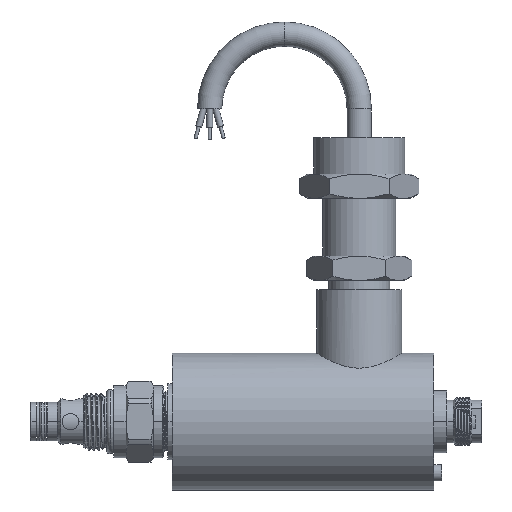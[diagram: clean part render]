
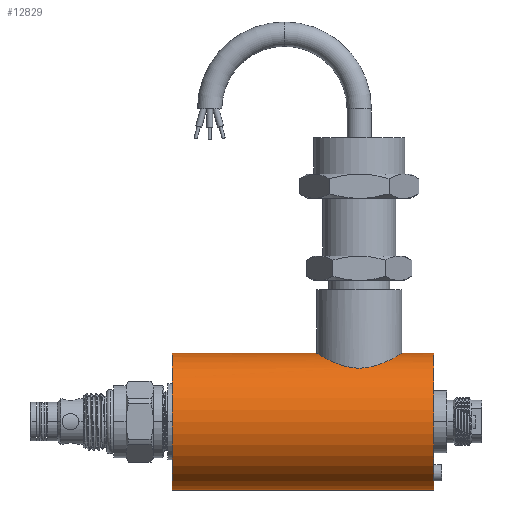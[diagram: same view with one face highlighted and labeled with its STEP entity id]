
A CAD part, front view. The second image highlights one B-rep face of the part: STEP entity #12829.
In plain terms, the highlighted cylindrical face has radius 22.5 mm (diameter 45 mm), a partial arc.
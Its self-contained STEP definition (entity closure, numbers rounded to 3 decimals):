
#154 = CARTESIAN_POINT ( 'NONE',  ( 15.5, 0., 22.5 ) ) ;
#367 = DIRECTION ( 'NONE',  ( 1., 0., 0. ) ) ;
#673 = VECTOR ( 'NONE', #12367, 1000. ) ;
#893 = CARTESIAN_POINT ( 'NONE',  ( 67.434, -10.232, 20.042 ) ) ;
#983 = CARTESIAN_POINT ( 'NONE',  ( 72.41, -13.258, 18.184 ) ) ;
#1023 = CARTESIAN_POINT ( 'NONE',  ( 63., -0.475, 22.5 ) ) ;
#1046 = CARTESIAN_POINT ( 'NONE',  ( 15.5, 0., 0. ) ) ;
#1271 = EDGE_CURVE ( 'NONE', #3767, #2558, #13090, .T. ) ;
#1866 = CARTESIAN_POINT ( 'NONE',  ( 70.734, -12.528, 18.691 ) ) ;
#1913 = CARTESIAN_POINT ( 'NONE',  ( 65.161, -7.487, 21.222 ) ) ;
#1965 = CARTESIAN_POINT ( 'NONE',  ( 86.564, -10.233, 20.041 ) ) ;
#1977 = AXIS2_PLACEMENT_3D ( 'NONE', #9642, #367, #8502 ) ;
#2009 = CARTESIAN_POINT ( 'NONE',  ( 88.083, -8.602, 20.806 ) ) ;
#2051 = CARTESIAN_POINT ( 'NONE',  ( 89.715, -5.877, 21.723 ) ) ;
#2149 = CARTESIAN_POINT ( 'NONE',  ( 91., 0., 22.5 ) ) ;
#2558 = VERTEX_POINT ( 'NONE', #8065 ) ;
#2589 = VERTEX_POINT ( 'NONE', #2149 ) ;
#2893 = CARTESIAN_POINT ( 'NONE',  ( 91., -0.944, 22.5 ) ) ;
#2943 = CARTESIAN_POINT ( 'NONE',  ( 90.905, -1.876, 22.441 ) ) ;
#2980 = DIRECTION ( 'NONE',  ( 1., 0., 0. ) ) ;
#2984 = CARTESIAN_POINT ( 'NONE',  ( 83.293, -12.54, 18.687 ) ) ;
#3028 = CARTESIAN_POINT ( 'NONE',  ( 63.751, -4.617, 22.038 ) ) ;
#3332 = EDGE_CURVE ( 'NONE', #2589, #4196, #4272, .T. ) ;
#3424 = CARTESIAN_POINT ( 'NONE',  ( 15.5, 0., -22.5 ) ) ;
#3767 = VERTEX_POINT ( 'NONE', #3424 ) ;
#3789 = CARTESIAN_POINT ( 'NONE',  ( 15.5, 0., 0. ) ) ;
#3877 = CARTESIAN_POINT ( 'NONE',  ( 90.231, -4.6, 22.029 ) ) ;
#3917 = CARTESIAN_POINT ( 'NONE',  ( 68.458, -11.101, 19.573 ) ) ;
#3961 = CARTESIAN_POINT ( 'NONE',  ( 63.194, -2.367, 22.38 ) ) ;
#4006 = CARTESIAN_POINT ( 'NONE',  ( 63.121, -1.898, 22.425 ) ) ;
#4034 = DIRECTION ( 'NONE',  ( 0., 0., 1. ) ) ;
#4196 = VERTEX_POINT ( 'NONE', #7311 ) ;
#4272 = B_SPLINE_CURVE_WITH_KNOTS ( 'NONE', 3,
 ( #5035, #2893, #2943, #10185, #10006, #3877, #6072, #2051, #12242, #8097, #4947, #2009, #12110, #1965, #5987, #11042, #4903, #12205, #2984, #6115, #10143, #13080, #13133, #5939, #6961, #13183, #13261, #13220, #7139, #7998, #11217, #7006, #983, #7100, #1866, #11130, #9028, #10051, #3917, #9159, #893, #6027, #8050, #1913, #9065, #7052, #10100, #3028, #5078, #3961, #4006, #9113, #1023, #8184 ),
 .UNSPECIFIED., .F., .F.,
 ( 4, 2, 2, 2, 2, 2, 2, 2, 2, 2, 2, 2, 2, 2, 2, 2, 2, 2, 2, 2, 2, 2, 2, 2, 2, 2, 4 ),
 ( 0.045, 0.048, 0.049, 0.051, 0.052, 0.053, 0.056, 0.058, 0.059, 0.062, 0.063, 0.065, 0.066, 0.067, 0.069, 0.07, 0.073, 0.075, 0.076, 0.077, 0.079, 0.082, 0.083, 0.084, 0.087, 0.089, 0.09 ),
 .UNSPECIFIED. ) ;
#4335 = ORIENTED_EDGE ( 'NONE', *, *, #10724, .F. ) ;
#4890 = EDGE_LOOP ( 'NONE', ( #7787, #5542, #9880, #4335, #7045, #5625 ) ) ;
#4903 = CARTESIAN_POINT ( 'NONE',  ( 85.185, -11.367, 19.42 ) ) ;
#4947 = CARTESIAN_POINT ( 'NONE',  ( 88.842, -7.482, 21.223 ) ) ;
#5021 = DIRECTION ( 'NONE',  ( 1., 0., 0. ) ) ;
#5035 = CARTESIAN_POINT ( 'NONE',  ( 91., 0., 22.5 ) ) ;
#5038 = VECTOR ( 'NONE', #12483, 1000. ) ;
#5078 = CARTESIAN_POINT ( 'NONE',  ( 63.476, -3.739, 22.206 ) ) ;
#5104 = CYLINDRICAL_SURFACE ( 'NONE', #10317, 22.5 ) ;
#5542 = ORIENTED_EDGE ( 'NONE', *, *, #1271, .T. ) ;
#5625 = ORIENTED_EDGE ( 'NONE', *, *, #6177, .F. ) ;
#5939 = CARTESIAN_POINT ( 'NONE',  ( 79.357, -13.808, 17.765 ) ) ;
#5987 = CARTESIAN_POINT ( 'NONE',  ( 86.231, -10.535, 19.884 ) ) ;
#6002 = AXIS2_PLACEMENT_3D ( 'NONE', #3789, #6833, #8860 ) ;
#6012 = CARTESIAN_POINT ( 'NONE',  ( 101.5, 0., 22.5 ) ) ;
#6027 = CARTESIAN_POINT ( 'NONE',  ( 66.485, -9.286, 20.506 ) ) ;
#6072 = CARTESIAN_POINT ( 'NONE',  ( 90.072, -5.033, 21.934 ) ) ;
#6115 = CARTESIAN_POINT ( 'NONE',  ( 82.026, -13.075, 18.313 ) ) ;
#6151 = CARTESIAN_POINT ( 'NONE',  ( 15.5, 0., -22.5 ) ) ;
#6177 = EDGE_CURVE ( 'NONE', #11653, #4196, #7757, .T. ) ;
#6588 = CIRCLE ( 'NONE', #6002, 22.5 ) ;
#6711 = FACE_OUTER_BOUND ( 'NONE', #4890, .T. ) ;
#6833 = DIRECTION ( 'NONE',  ( -1., 0., 0. ) ) ;
#6961 = CARTESIAN_POINT ( 'NONE',  ( 78.892, -13.88, 17.709 ) ) ;
#7006 = CARTESIAN_POINT ( 'NONE',  ( 73.288, -13.532, 17.978 ) ) ;
#7045 = ORIENTED_EDGE ( 'NONE', *, *, #3332, .T. ) ;
#7052 = CARTESIAN_POINT ( 'NONE',  ( 64.487, -6.295, 21.606 ) ) ;
#7100 = CARTESIAN_POINT ( 'NONE',  ( 71.147, -12.726, 18.556 ) ) ;
#7139 = CARTESIAN_POINT ( 'NONE',  ( 76.069, -13.977, 17.632 ) ) ;
#7311 = CARTESIAN_POINT ( 'NONE',  ( 63., 0., 22.5 ) ) ;
#7757 = LINE ( 'NONE', #154, #5038 ) ;
#7787 = ORIENTED_EDGE ( 'NONE', *, *, #10101, .F. ) ;
#7984 = VECTOR ( 'NONE', #2980, 1000. ) ;
#7998 = CARTESIAN_POINT ( 'NONE',  ( 75.136, -13.883, 17.706 ) ) ;
#8050 = CARTESIAN_POINT ( 'NONE',  ( 65.918, -8.602, 20.806 ) ) ;
#8065 = CARTESIAN_POINT ( 'NONE',  ( 101.5, 0., -22.5 ) ) ;
#8097 = CARTESIAN_POINT ( 'NONE',  ( 89.08, -7.091, 21.358 ) ) ;
#8184 = CARTESIAN_POINT ( 'NONE',  ( 63., 0., 22.5 ) ) ;
#8502 = DIRECTION ( 'NONE',  ( 0., 0., 1. ) ) ;
#8860 = DIRECTION ( 'NONE',  ( 0., 0., -1. ) ) ;
#9028 = CARTESIAN_POINT ( 'NONE',  ( 69.557, -11.866, 19.119 ) ) ;
#9065 = CARTESIAN_POINT ( 'NONE',  ( 64.925, -7.1, 21.354 ) ) ;
#9113 = CARTESIAN_POINT ( 'NONE',  ( 63.024, -0.952, 22.485 ) ) ;
#9159 = CARTESIAN_POINT ( 'NONE',  ( 67.768, -10.534, 19.884 ) ) ;
#9189 = EDGE_CURVE ( 'NONE', #12925, #2558, #10764, .T. ) ;
#9642 = CARTESIAN_POINT ( 'NONE',  ( 101.5, 0., 0. ) ) ;
#9880 = ORIENTED_EDGE ( 'NONE', *, *, #9189, .F. ) ;
#10006 = CARTESIAN_POINT ( 'NONE',  ( 90.507, -3.712, 22.196 ) ) ;
#10051 = CARTESIAN_POINT ( 'NONE',  ( 68.816, -11.367, 19.419 ) ) ;
#10100 = CARTESIAN_POINT ( 'NONE',  ( 64.287, -5.881, 21.722 ) ) ;
#10101 = EDGE_CURVE ( 'NONE', #3767, #11653, #6588, .T. ) ;
#10143 = CARTESIAN_POINT ( 'NONE',  ( 81.593, -13.233, 18.198 ) ) ;
#10185 = CARTESIAN_POINT ( 'NONE',  ( 90.625, -3.254, 22.268 ) ) ;
#10317 = AXIS2_PLACEMENT_3D ( 'NONE', #1046, #5021, #4034 ) ;
#10443 = CARTESIAN_POINT ( 'NONE',  ( 15.5, 0., 22.5 ) ) ;
#10724 = EDGE_CURVE ( 'NONE', #2589, #12925, #11703, .T. ) ;
#10764 = CIRCLE ( 'NONE', #1977, 22.5 ) ;
#11042 = CARTESIAN_POINT ( 'NONE',  ( 85.541, -11.101, 19.573 ) ) ;
#11130 = CARTESIAN_POINT ( 'NONE',  ( 69.94, -12.098, 18.972 ) ) ;
#11217 = CARTESIAN_POINT ( 'NONE',  ( 74.669, -13.813, 17.762 ) ) ;
#11653 = VERTEX_POINT ( 'NONE', #13190 ) ;
#11703 = LINE ( 'NONE', #10443, #673 ) ;
#12110 = CARTESIAN_POINT ( 'NONE',  ( 87.514, -9.288, 20.506 ) ) ;
#12205 = CARTESIAN_POINT ( 'NONE',  ( 84.079, -12.111, 18.971 ) ) ;
#12242 = CARTESIAN_POINT ( 'NONE',  ( 89.516, -6.289, 21.607 ) ) ;
#12367 = DIRECTION ( 'NONE',  ( 1., 0., 0. ) ) ;
#12483 = DIRECTION ( 'NONE',  ( 1., 0., 0. ) ) ;
#12829 = ADVANCED_FACE ( 'NONE', ( #6711 ), #5104, .T. ) ;
#12925 = VERTEX_POINT ( 'NONE', #6012 ) ;
#13080 = CARTESIAN_POINT ( 'NONE',  ( 80.715, -13.506, 17.996 ) ) ;
#13090 = LINE ( 'NONE', #6151, #7984 ) ;
#13133 = CARTESIAN_POINT ( 'NONE',  ( 80.268, -13.621, 17.909 ) ) ;
#13183 = CARTESIAN_POINT ( 'NONE',  ( 77.947, -13.976, 17.633 ) ) ;
#13190 = CARTESIAN_POINT ( 'NONE',  ( 15.5, 0., 22.5 ) ) ;
#13220 = CARTESIAN_POINT ( 'NONE',  ( 76.537, -14., 17.614 ) ) ;
#13261 = CARTESIAN_POINT ( 'NONE',  ( 77.476, -14., 17.614 ) ) ;
